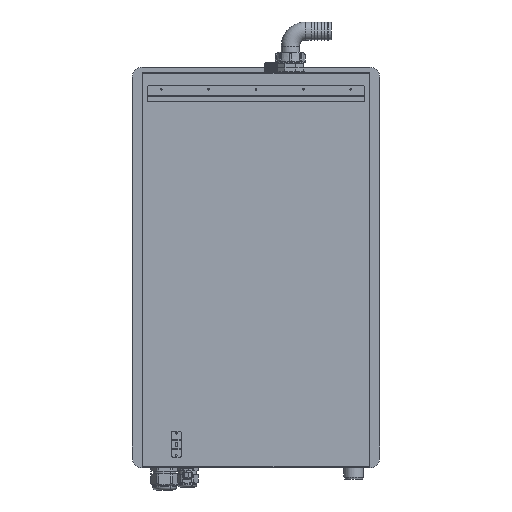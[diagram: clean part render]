
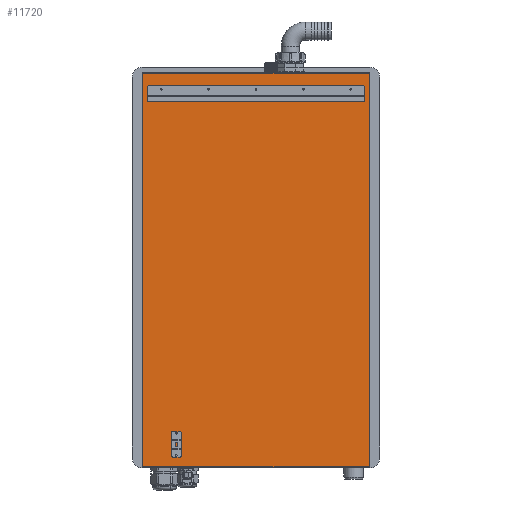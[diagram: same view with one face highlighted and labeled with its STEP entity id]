
A CAD part, left-side view. The second image highlights one B-rep face of the part: STEP entity #11720.
In plain terms, the highlighted planar face has unit normal (-1, 0, 0).
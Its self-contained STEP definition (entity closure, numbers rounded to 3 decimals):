
#670=DIRECTION('',(0.,0.,-1.));
#671=VECTOR('',#670,17.9);
#672=CARTESIAN_POINT('',(-181.5,-157.5,457.));
#673=LINE('',#672,#671);
#674=CARTESIAN_POINT('',(-181.5,-154.5,457.));
#675=DIRECTION('',(1.,0.,0.));
#676=DIRECTION('',(0.,0.,1.));
#677=AXIS2_PLACEMENT_3D('',#674,#675,#676);
#679=DIRECTION('',(0.,1.,0.));
#680=VECTOR('',#679,454.);
#681=CARTESIAN_POINT('',(-181.5,-154.5,460.));
#682=LINE('',#681,#680);
#683=CARTESIAN_POINT('',(-181.5,299.5,457.));
#684=DIRECTION('',(1.,0.,0.));
#685=DIRECTION('',(0.,1.,0.));
#686=AXIS2_PLACEMENT_3D('',#683,#684,#685);
#688=DIRECTION('',(0.,0.,-1.));
#689=VECTOR('',#688,17.9);
#690=CARTESIAN_POINT('',(-181.5,302.5,457.));
#691=LINE('',#690,#689);
#692=DIRECTION('',(0.,-1.,0.));
#693=VECTOR('',#692,460.);
#694=CARTESIAN_POINT('',(-181.5,302.5,439.1));
#695=LINE('',#694,#693);
#746=DIRECTION('',(0.,0.,-1.));
#747=VECTOR('',#746,14.9);
#748=CARTESIAN_POINT('',(-181.5,250.5,-271.65));
#749=LINE('',#748,#747);
#750=DIRECTION('',(0.,-1.,0.));
#751=VECTOR('',#750,20.);
#752=CARTESIAN_POINT('',(-181.5,250.5,-286.55));
#753=LINE('',#752,#751);
#754=DIRECTION('',(0.,0.,-1.));
#755=VECTOR('',#754,14.9);
#756=CARTESIAN_POINT('',(-181.5,230.5,-271.65));
#757=LINE('',#756,#755);
#758=CARTESIAN_POINT('',(-181.5,232.5,-271.65));
#759=DIRECTION('',(-1.,0.,0.));
#760=DIRECTION('',(0.,-1.,0.));
#761=AXIS2_PLACEMENT_3D('',#758,#759,#760);
#763=DIRECTION('',(0.,-1.,0.));
#764=VECTOR('',#763,16.);
#765=CARTESIAN_POINT('',(-181.5,248.5,-269.65));
#766=LINE('',#765,#764);
#767=CARTESIAN_POINT('',(-181.5,248.5,-271.65));
#768=DIRECTION('',(-1.,0.,0.));
#769=DIRECTION('',(0.,0.,1.));
#770=AXIS2_PLACEMENT_3D('',#767,#768,#769);
#772=DIRECTION('',(0.,0.,-1.));
#773=VECTOR('',#772,14.9);
#774=CARTESIAN_POINT('',(-181.5,250.5,-306.75));
#775=LINE('',#774,#773);
#776=CARTESIAN_POINT('',(-181.5,248.5,-321.65));
#777=DIRECTION('',(-1.,0.,0.));
#778=DIRECTION('',(0.,1.,0.));
#779=AXIS2_PLACEMENT_3D('',#776,#777,#778);
#781=DIRECTION('',(0.,-1.,0.));
#782=VECTOR('',#781,16.);
#783=CARTESIAN_POINT('',(-181.5,248.5,-323.65));
#784=LINE('',#783,#782);
#785=CARTESIAN_POINT('',(-181.5,232.5,-321.65));
#786=DIRECTION('',(-1.,0.,0.));
#787=DIRECTION('',(0.,0.,-1.));
#788=AXIS2_PLACEMENT_3D('',#785,#786,#787);
#790=DIRECTION('',(0.,0.,-1.));
#791=VECTOR('',#790,14.9);
#792=CARTESIAN_POINT('',(-181.5,230.5,-306.75));
#793=LINE('',#792,#791);
#794=DIRECTION('',(0.,-1.,0.));
#795=VECTOR('',#794,20.);
#796=CARTESIAN_POINT('',(-181.5,250.5,-306.75));
#797=LINE('',#796,#795);
#818=DIRECTION('',(0.,0.,-1.));
#819=VECTOR('',#818,830.5);
#820=CARTESIAN_POINT('',(-181.5,-166.3,486.8));
#821=LINE('',#820,#819);
#822=DIRECTION('',(0.,1.,0.));
#823=VECTOR('',#822,477.7);
#824=CARTESIAN_POINT('',(-181.5,-166.3,-343.7));
#825=LINE('',#824,#823);
#826=DIRECTION('',(0.,0.,1.));
#827=VECTOR('',#826,830.5);
#828=CARTESIAN_POINT('',(-181.5,311.4,-343.7));
#829=LINE('',#828,#827);
#830=DIRECTION('',(0.,1.,0.));
#831=VECTOR('',#830,477.7);
#832=CARTESIAN_POINT('',(-181.5,-166.3,486.8));
#833=LINE('',#832,#831);
#8575=CARTESIAN_POINT('',(-181.5,-166.3,486.8));
#8576=CARTESIAN_POINT('',(-181.5,-166.3,-343.7));
#8577=VERTEX_POINT('',#8575);
#8578=VERTEX_POINT('',#8576);
#8591=CARTESIAN_POINT('',(-181.5,311.4,-343.7));
#8592=VERTEX_POINT('',#8591);
#8599=CARTESIAN_POINT('',(-181.5,311.4,486.8));
#8600=VERTEX_POINT('',#8599);
#8735=CARTESIAN_POINT('',(-181.5,-157.5,457.));
#8736=CARTESIAN_POINT('',(-181.5,-157.5,439.1));
#8737=VERTEX_POINT('',#8735);
#8738=VERTEX_POINT('',#8736);
#8739=CARTESIAN_POINT('',(-181.5,-154.5,460.));
#8740=CARTESIAN_POINT('',(-181.5,299.5,460.));
#8741=VERTEX_POINT('',#8739);
#8742=VERTEX_POINT('',#8740);
#8743=CARTESIAN_POINT('',(-181.5,302.5,457.));
#8744=CARTESIAN_POINT('',(-181.5,302.5,439.1));
#8745=VERTEX_POINT('',#8743);
#8746=VERTEX_POINT('',#8744);
#8855=CARTESIAN_POINT('',(-181.5,250.5,-271.65));
#8856=CARTESIAN_POINT('',(-181.5,250.5,-286.55));
#8857=VERTEX_POINT('',#8855);
#8858=VERTEX_POINT('',#8856);
#8859=CARTESIAN_POINT('',(-181.5,248.5,-269.65));
#8860=CARTESIAN_POINT('',(-181.5,232.5,-269.65));
#8861=VERTEX_POINT('',#8859);
#8862=VERTEX_POINT('',#8860);
#8863=CARTESIAN_POINT('',(-181.5,230.5,-271.65));
#8864=CARTESIAN_POINT('',(-181.5,230.5,-286.55));
#8865=VERTEX_POINT('',#8863);
#8866=VERTEX_POINT('',#8864);
#8867=CARTESIAN_POINT('',(-181.5,250.5,-306.75));
#8868=CARTESIAN_POINT('',(-181.5,250.5,-321.65));
#8869=VERTEX_POINT('',#8867);
#8870=VERTEX_POINT('',#8868);
#8871=CARTESIAN_POINT('',(-181.5,230.5,-306.75));
#8872=CARTESIAN_POINT('',(-181.5,230.5,-321.65));
#8873=VERTEX_POINT('',#8871);
#8874=VERTEX_POINT('',#8872);
#8875=CARTESIAN_POINT('',(-181.5,248.5,-323.65));
#8876=CARTESIAN_POINT('',(-181.5,232.5,-323.65));
#8877=VERTEX_POINT('',#8875);
#8878=VERTEX_POINT('',#8876);
#11665=CARTESIAN_POINT('',(-181.5,312.6,488.));
#11666=DIRECTION('',(-1.,0.,0.));
#11667=DIRECTION('',(0.,0.,-1.));
#11668=AXIS2_PLACEMENT_3D('',#11665,#11666,#11667);
#11669=PLANE('',#11668);
#11671=ORIENTED_EDGE('',*,*,#11670,.T.);
#11672=ORIENTED_EDGE('',*,*,#11547,.T.);
#11673=ORIENTED_EDGE('',*,*,#11571,.T.);
#11675=ORIENTED_EDGE('',*,*,#11674,.F.);
#11676=EDGE_LOOP('',(#11671,#11672,#11673,#11675));
#11677=FACE_OUTER_BOUND('',#11676,.F.);
#11679=ORIENTED_EDGE('',*,*,#11678,.F.);
#11681=ORIENTED_EDGE('',*,*,#11680,.F.);
#11683=ORIENTED_EDGE('',*,*,#11682,.T.);
#11685=ORIENTED_EDGE('',*,*,#11684,.F.);
#11687=ORIENTED_EDGE('',*,*,#11686,.T.);
#11689=ORIENTED_EDGE('',*,*,#11688,.T.);
#11690=EDGE_LOOP('',(#11679,#11681,#11683,#11685,#11687,#11689));
#11691=FACE_BOUND('',#11690,.F.);
#11693=ORIENTED_EDGE('',*,*,#11692,.T.);
#11695=ORIENTED_EDGE('',*,*,#11694,.T.);
#11697=ORIENTED_EDGE('',*,*,#11696,.F.);
#11699=ORIENTED_EDGE('',*,*,#11698,.T.);
#11701=ORIENTED_EDGE('',*,*,#11700,.F.);
#11703=ORIENTED_EDGE('',*,*,#11702,.T.);
#11704=EDGE_LOOP('',(#11693,#11695,#11697,#11699,#11701,#11703));
#11705=FACE_BOUND('',#11704,.F.);
#11707=ORIENTED_EDGE('',*,*,#11706,.T.);
#11709=ORIENTED_EDGE('',*,*,#11708,.T.);
#11711=ORIENTED_EDGE('',*,*,#11710,.T.);
#11713=ORIENTED_EDGE('',*,*,#11712,.T.);
#11715=ORIENTED_EDGE('',*,*,#11714,.F.);
#11717=ORIENTED_EDGE('',*,*,#11716,.F.);
#11718=EDGE_LOOP('',(#11707,#11709,#11711,#11713,#11715,#11717));
#11719=FACE_BOUND('',#11718,.F.);
#678=CIRCLE('',#677,3.);
#687=CIRCLE('',#686,3.);
#762=CIRCLE('',#761,2.);
#771=CIRCLE('',#770,2.);
#780=CIRCLE('',#779,2.);
#789=CIRCLE('',#788,2.);
#11547=EDGE_CURVE('',#8578,#8592,#825,.T.);
#11571=EDGE_CURVE('',#8592,#8600,#829,.T.);
#11670=EDGE_CURVE('',#8577,#8578,#821,.T.);
#11674=EDGE_CURVE('',#8577,#8600,#833,.T.);
#11678=EDGE_CURVE('',#8737,#8738,#673,.T.);
#11680=EDGE_CURVE('',#8741,#8737,#678,.T.);
#11682=EDGE_CURVE('',#8741,#8742,#682,.T.);
#11684=EDGE_CURVE('',#8745,#8742,#687,.T.);
#11686=EDGE_CURVE('',#8745,#8746,#691,.T.);
#11688=EDGE_CURVE('',#8746,#8738,#695,.T.);
#11692=EDGE_CURVE('',#8857,#8858,#749,.T.);
#11694=EDGE_CURVE('',#8858,#8866,#753,.T.);
#11696=EDGE_CURVE('',#8865,#8866,#757,.T.);
#11698=EDGE_CURVE('',#8865,#8862,#762,.T.);
#11700=EDGE_CURVE('',#8861,#8862,#766,.T.);
#11702=EDGE_CURVE('',#8861,#8857,#771,.T.);
#11706=EDGE_CURVE('',#8869,#8870,#775,.T.);
#11708=EDGE_CURVE('',#8870,#8877,#780,.T.);
#11710=EDGE_CURVE('',#8877,#8878,#784,.T.);
#11712=EDGE_CURVE('',#8878,#8874,#789,.T.);
#11714=EDGE_CURVE('',#8873,#8874,#793,.T.);
#11716=EDGE_CURVE('',#8869,#8873,#797,.T.);
#11720=ADVANCED_FACE('',(#11677,#11691,#11705,#11719),#11669,.T.);
